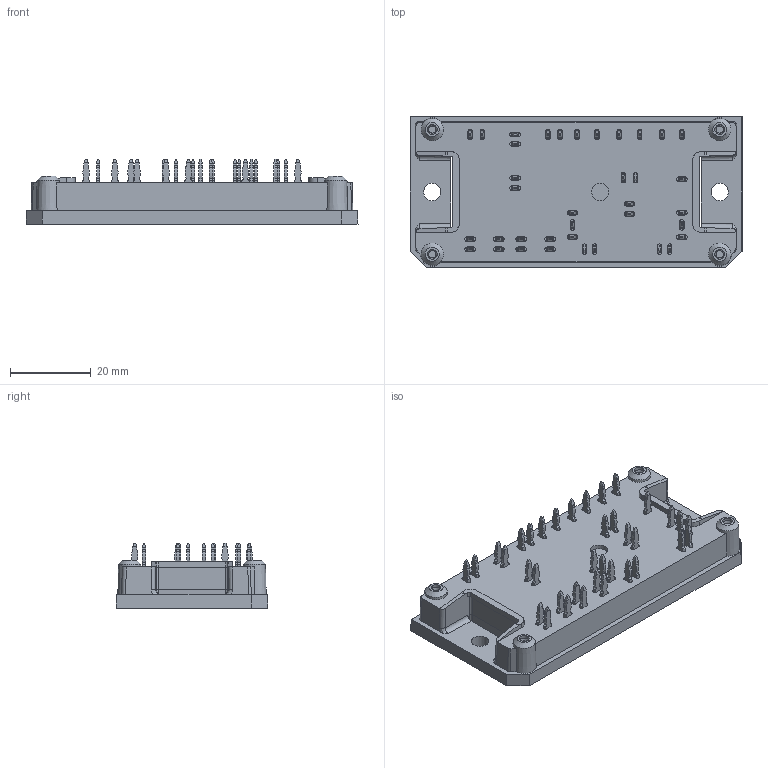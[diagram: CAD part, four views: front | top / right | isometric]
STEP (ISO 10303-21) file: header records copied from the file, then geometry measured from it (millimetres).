
FILE_DESCRIPTION(/* description */ ('Unknown'),/* implementation_level */ '2;1');
FILE_NAME(/* name */ 'Flow1-4T12Y-LF40(370)-01-OL',/* time_stamp */ '2018-01-29T12:34:13+01:00',/* author */ ('Unknown'),/* organization */ ('Unknown'),/* preprocessor_version */ 'ST-DEVELOPER v16.7',/* originating_system */ 'DEX',/* authorisation */ $);
FILE_SCHEMA (('AUTOMOTIVE_DESIGN {1 0 10303 214 3 1 1}'));
Length unit declared in the file: millimetre
Products named in the file (1): Flow1-4T12Y-LF40-01-OL
Bounding box: 82 x 37.4 x 16.23 mm (x, y, z)
Volume: 25932.1 mm3; surface area: 11706.6 mm2
Topology: 1 solids, 1 shells, 1071 faces, 2944 edges, 1955 vertices
Faces by surface type: plane 702, cylinder 349, cone 16, bspline 4
Full cylindrical faces by diameter (mm): 2.4 x4, 4.3 x3
Entity records: 41350 total; most frequent: CARTESIAN_POINT 6018, ORIENTED_EDGE 5816, DIRECTION 5766, EDGE_CURVE 2908, LINE 2162, VECTOR 2162, VERTEX_POINT 1942, AXIS2_PLACEMENT_3D 1802
